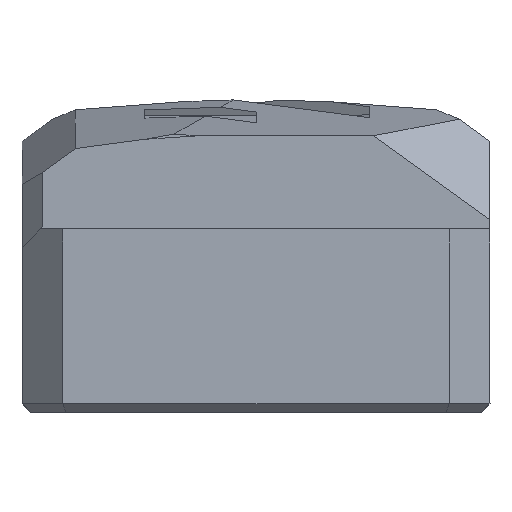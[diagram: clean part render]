
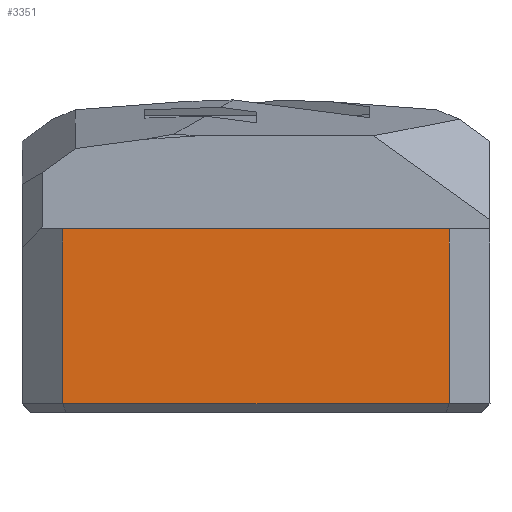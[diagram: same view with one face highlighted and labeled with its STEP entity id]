
A CAD part, left-side view. The second image highlights one B-rep face of the part: STEP entity #3351.
In plain terms, the highlighted planar face has unit normal (-1, 0, 0).
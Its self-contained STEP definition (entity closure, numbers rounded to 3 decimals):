
#502=FACE_OUTER_BOUND('',#667,.T.);
#667=EDGE_LOOP('',(#2484,#2485,#2486,#2487));
#831=LINE('',#6060,#1049);
#832=LINE('',#6063,#1050);
#833=LINE('',#6064,#1051);
#834=LINE('',#6065,#1052);
#1049=VECTOR('',#3880,10.);
#1050=VECTOR('',#3883,10.);
#1051=VECTOR('',#3884,10.);
#1052=VECTOR('',#3885,10.);
#1225=VERTEX_POINT('',#4314);
#1229=VERTEX_POINT('',#4323);
#1367=VERTEX_POINT('',#6055);
#1369=VERTEX_POINT('',#6062);
#1800=EDGE_CURVE('',#1367,#1225,#831,.T.);
#1801=EDGE_CURVE('',#1367,#1369,#832,.T.);
#1802=EDGE_CURVE('',#1229,#1225,#833,.T.);
#1803=EDGE_CURVE('',#1369,#1229,#834,.T.);
#2484=ORIENTED_EDGE('',*,*,#1801,.F.);
#2485=ORIENTED_EDGE('',*,*,#1800,.T.);
#2486=ORIENTED_EDGE('',*,*,#1802,.F.);
#2487=ORIENTED_EDGE('',*,*,#1803,.F.);
#3238=PLANE('',#3553);
#3351=ADVANCED_FACE('',(#502),#3238,.F.);
#3553=AXIS2_PLACEMENT_3D('',#6061,#3881,#3882);
#3880=DIRECTION('',(0.,0.,-1.));
#3881=DIRECTION('center_axis',(1.,0.,0.));
#3882=DIRECTION('ref_axis',(0.,0.,-1.));
#3883=DIRECTION('',(0.,-1.,0.));
#3884=DIRECTION('',(0.,1.,0.));
#3885=DIRECTION('',(0.,0.,-1.));
#4314=CARTESIAN_POINT('',(-7.954,66.596,-16.337));
#4323=CARTESIAN_POINT('',(-7.954,47.596,-16.337));
#6055=CARTESIAN_POINT('',(-7.954,66.596,-7.737));
#6060=CARTESIAN_POINT('',(-7.954,66.596,-11.697));
#6061=CARTESIAN_POINT('Origin',(-7.954,57.096,-12.037));
#6062=CARTESIAN_POINT('',(-7.954,47.596,-7.737));
#6063=CARTESIAN_POINT('',(-7.954,57.089,-7.737));
#6064=CARTESIAN_POINT('',(-7.954,57.096,-16.337));
#6065=CARTESIAN_POINT('',(-7.954,47.596,-12.037));
